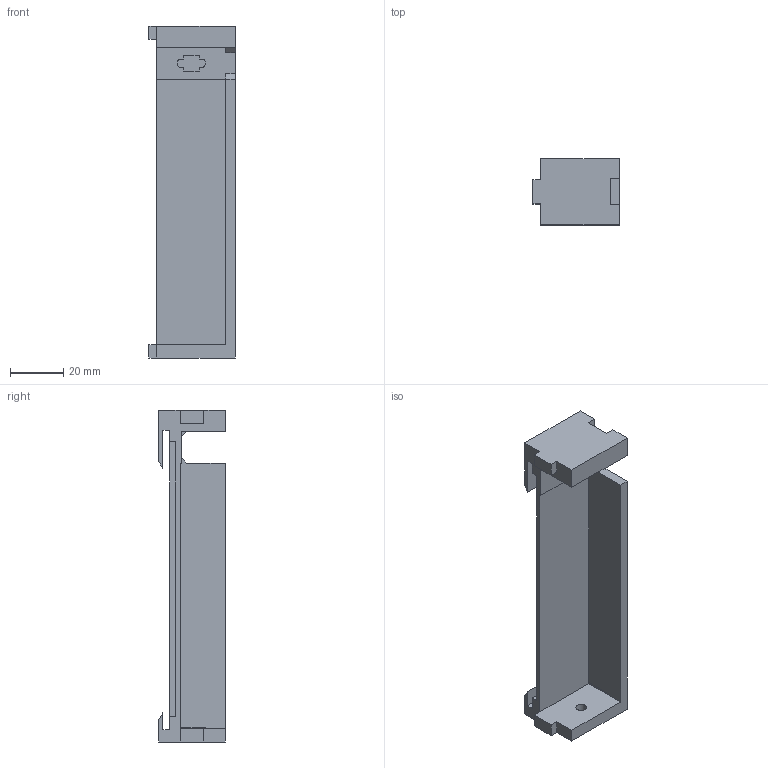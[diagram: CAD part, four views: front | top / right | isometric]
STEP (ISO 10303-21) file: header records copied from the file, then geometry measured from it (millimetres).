
FILE_DESCRIPTION(/* description */ (''),/* implementation_level */ '2;1');
FILE_NAME(/* name */ 'Key-Dual-3_32.step',/* time_stamp */ '2020-07-07T18:31:49-04:00',/* author */ (''),/* organization */ (''),/* preprocessor_version */ 'ST-DEVELOPER v18.1',/* originating_system */ 'Autodesk Translation Framework v9.3.0.1241',/* authorisation */ '');
FILE_SCHEMA (('AUTOMOTIVE_DESIGN { 1 0 10303 214 3 1 1 }'));
Length unit declared in the file: millimetre
Products named in the file (1): Key-Dual-3_32
Bounding box: 32.5 x 25 x 125 mm (x, y, z)
Volume: 22630.9 mm3; surface area: 16691.6 mm2
Topology: 1 solids, 1 shells, 74 faces, 215 edges, 143 vertices
Faces by surface type: plane 65, cylinder 9
Full cylindrical faces by diameter (mm): 4 x1
Entity records: 2450 total; most frequent: CARTESIAN_POINT 433, ORIENTED_EDGE 430, DIRECTION 383, EDGE_CURVE 215, LINE 197, VECTOR 197, VERTEX_POINT 143, AXIS2_PLACEMENT_3D 93
